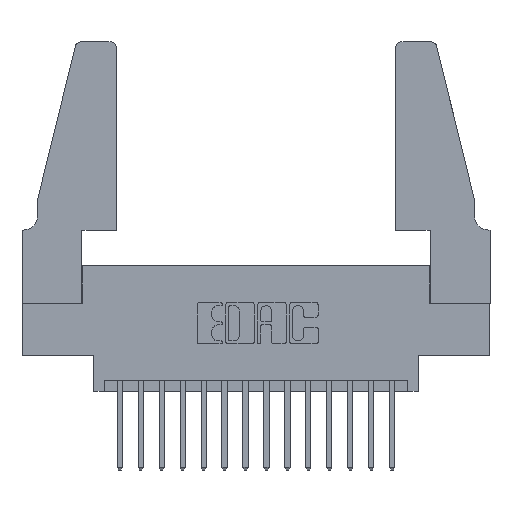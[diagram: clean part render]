
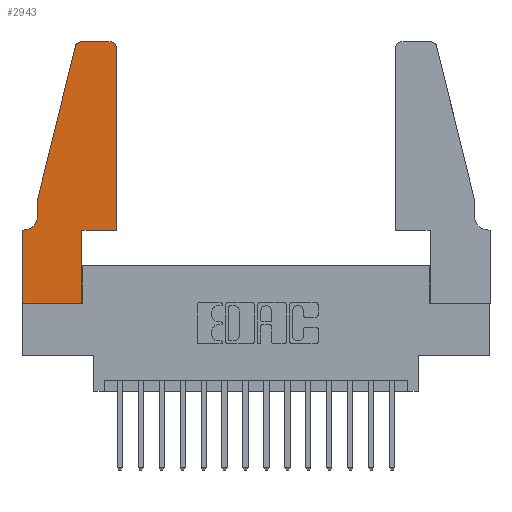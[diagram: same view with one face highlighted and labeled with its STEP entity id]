
A CAD part, top view. The second image highlights one B-rep face of the part: STEP entity #2943.
In plain terms, the highlighted planar face has unit normal (0, 0, 1).
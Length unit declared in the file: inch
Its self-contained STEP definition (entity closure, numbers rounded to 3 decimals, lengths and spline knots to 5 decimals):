
#73 = CARTESIAN_POINT ( 'NONE',  ( 0., 0., 0.37 ) ) ;
#122 = DIRECTION ( 'NONE',  ( -0.239, -0.971, 0. ) ) ;
#212 = LINE ( 'NONE', #16617, #1221 ) ;
#224 = FACE_OUTER_BOUND ( 'NONE', #14027, .T. ) ;
#236 = CARTESIAN_POINT ( 'NONE',  ( 0.0055, 0.42, 0.37 ) ) ;
#408 = CARTESIAN_POINT ( 'NONE',  ( 0.0755, 0.42, 0.37 ) ) ;
#659 = CARTESIAN_POINT ( 'NONE',  ( 0.2865, 0.35, 0.37 ) ) ;
#755 = LINE ( 'NONE', #9169, #7540 ) ;
#787 = VECTOR ( 'NONE', #6741, 39.37008 ) ;
#893 = ORIENTED_EDGE ( 'NONE', *, *, #3932, .T. ) ;
#1221 = VECTOR ( 'NONE', #14043, 39.37008 ) ;
#1571 = EDGE_CURVE ( 'NONE', #13192, #11671, #3304, .T. ) ;
#1824 = VERTEX_POINT ( 'NONE', #14664 ) ;
#1986 = CARTESIAN_POINT ( 'NONE',  ( 0.4205, 1.25, 0.37 ) ) ;
#2003 = CIRCLE ( 'NONE', #7582, 0.03 ) ;
#2027 = VECTOR ( 'NONE', #10666, 39.37008 ) ;
#2058 = CARTESIAN_POINT ( 'NONE',  ( 0.0755, 0.5, 0.37 ) ) ;
#2151 = DIRECTION ( 'NONE',  ( 1., 0., 0. ) ) ;
#2202 = CARTESIAN_POINT ( 'NONE',  ( 0.2865, 0.35, 0.37 ) ) ;
#2510 = EDGE_CURVE ( 'NONE', #11671, #11655, #9874, .T. ) ;
#2517 = CARTESIAN_POINT ( 'NONE',  ( 0., 0.35, 0.37 ) ) ;
#2943 = ADVANCED_FACE ( 'NONE', ( #224 ), #11804, .T. ) ;
#3190 = DIRECTION ( 'NONE',  ( 1., 0., 0. ) ) ;
#3304 = LINE ( 'NONE', #11095, #9310 ) ;
#3932 = EDGE_CURVE ( 'NONE', #9307, #12470, #4667, .T. ) ;
#4013 = ORIENTED_EDGE ( 'NONE', *, *, #14344, .T. ) ;
#4064 = VECTOR ( 'NONE', #122, 39.37008 ) ;
#4179 = DIRECTION ( 'NONE',  ( 0., 0., 1. ) ) ;
#4241 = AXIS2_PLACEMENT_3D ( 'NONE', #236, #8031, #15091 ) ;
#4667 = LINE ( 'NONE', #12114, #787 ) ;
#4712 = EDGE_CURVE ( 'NONE', #10407, #15243, #755, .T. ) ;
#5528 = AXIS2_PLACEMENT_3D ( 'NONE', #6206, #11493, #2151 ) ;
#6206 = CARTESIAN_POINT ( 'NONE',  ( 0.4205, 1.22, 0.37 ) ) ;
#6265 = VERTEX_POINT ( 'NONE', #16703 ) ;
#6285 = CARTESIAN_POINT ( 'NONE',  ( 0.25487, 1.22718, 0.37 ) ) ;
#6302 = ORIENTED_EDGE ( 'NONE', *, *, #13683, .T. ) ;
#6741 = DIRECTION ( 'NONE',  ( -1., 0., 0. ) ) ;
#7322 = ORIENTED_EDGE ( 'NONE', *, *, #13587, .T. ) ;
#7348 = ORIENTED_EDGE ( 'NONE', *, *, #9391, .T. ) ;
#7529 = DIRECTION ( 'NONE',  ( 1., 0., 0. ) ) ;
#7540 = VECTOR ( 'NONE', #7637, 39.37008 ) ;
#7582 = AXIS2_PLACEMENT_3D ( 'NONE', #15541, #12709, #7529 ) ;
#7637 = DIRECTION ( 'NONE',  ( 0., -1., 0. ) ) ;
#8015 = VECTOR ( 'NONE', #16471, 39.37008 ) ;
#8031 = DIRECTION ( 'NONE',  ( 0., 0., -1. ) ) ;
#8066 = VERTEX_POINT ( 'NONE', #1986 ) ;
#8139 = CARTESIAN_POINT ( 'NONE',  ( 0.0755, 0.5, 0.37 ) ) ;
#8211 = CIRCLE ( 'NONE', #5528, 0.03 ) ;
#8690 = ORIENTED_EDGE ( 'NONE', *, *, #4712, .T. ) ;
#8758 = ORIENTED_EDGE ( 'NONE', *, *, #14451, .T. ) ;
#8848 = ORIENTED_EDGE ( 'NONE', *, *, #12653, .T. ) ;
#9041 = CARTESIAN_POINT ( 'NONE',  ( 0., 0., 0.37 ) ) ;
#9169 = CARTESIAN_POINT ( 'NONE',  ( 0.0755, 0.5, 0.37 ) ) ;
#9227 = LINE ( 'NONE', #8139, #4064 ) ;
#9307 = VERTEX_POINT ( 'NONE', #11781 ) ;
#9310 = VECTOR ( 'NONE', #3190, 39.37008 ) ;
#9391 = EDGE_CURVE ( 'NONE', #15243, #9307, #10593, .T. ) ;
#9874 = LINE ( 'NONE', #2202, #13030 ) ;
#10071 = LINE ( 'NONE', #9041, #2027 ) ;
#10343 = DIRECTION ( 'NONE',  ( 1., 0., 0. ) ) ;
#10407 = VERTEX_POINT ( 'NONE', #2058 ) ;
#10593 = CIRCLE ( 'NONE', #4241, 0.07 ) ;
#10666 = DIRECTION ( 'NONE',  ( 0., -1., 0. ) ) ;
#10764 = CARTESIAN_POINT ( 'NONE',  ( 0., 0.35, 0.37 ) ) ;
#11052 = ORIENTED_EDGE ( 'NONE', *, *, #2510, .T. ) ;
#11095 = CARTESIAN_POINT ( 'NONE',  ( 0., 0., 0.37 ) ) ;
#11343 = ORIENTED_EDGE ( 'NONE', *, *, #1571, .T. ) ;
#11493 = DIRECTION ( 'NONE',  ( 0., 0., 1. ) ) ;
#11525 = LINE ( 'NONE', #15167, #8015 ) ;
#11576 = VERTEX_POINT ( 'NONE', #13131 ) ;
#11655 = VERTEX_POINT ( 'NONE', #659 ) ;
#11671 = VERTEX_POINT ( 'NONE', #16851 ) ;
#11767 = EDGE_CURVE ( 'NONE', #12470, #13192, #10071, .T. ) ;
#11781 = CARTESIAN_POINT ( 'NONE',  ( 0.0055, 0.35, 0.37 ) ) ;
#11804 = PLANE ( 'NONE',  #12267 ) ;
#11898 = DIRECTION ( 'NONE',  ( -1., 0., 0. ) ) ;
#12114 = CARTESIAN_POINT ( 'NONE',  ( 0.0755, 0.35, 0.37 ) ) ;
#12177 = EDGE_CURVE ( 'NONE', #6265, #1824, #212, .T. ) ;
#12267 = AXIS2_PLACEMENT_3D ( 'NONE', #10764, #4179, #10343 ) ;
#12470 = VERTEX_POINT ( 'NONE', #2517 ) ;
#12535 = VECTOR ( 'NONE', #11898, 39.37008 ) ;
#12653 = EDGE_CURVE ( 'NONE', #13081, #10407, #9227, .T. ) ;
#12709 = DIRECTION ( 'NONE',  ( 0., 0., 1. ) ) ;
#12860 = ORIENTED_EDGE ( 'NONE', *, *, #11767, .T. ) ;
#13030 = VECTOR ( 'NONE', #15215, 39.37008 ) ;
#13081 = VERTEX_POINT ( 'NONE', #6285 ) ;
#13131 = CARTESIAN_POINT ( 'NONE',  ( 0.284, 1.25, 0.37 ) ) ;
#13192 = VERTEX_POINT ( 'NONE', #73 ) ;
#13587 = EDGE_CURVE ( 'NONE', #11655, #6265, #11525, .T. ) ;
#13683 = EDGE_CURVE ( 'NONE', #1824, #8066, #8211, .T. ) ;
#14027 = EDGE_LOOP ( 'NONE', ( #8758, #4013, #8848, #8690, #7348, #893, #12860, #11343, #11052, #7322, #16127, #6302 ) ) ;
#14043 = DIRECTION ( 'NONE',  ( 0., 1., 0. ) ) ;
#14344 = EDGE_CURVE ( 'NONE', #11576, #13081, #2003, .T. ) ;
#14451 = EDGE_CURVE ( 'NONE', #8066, #11576, #16070, .T. ) ;
#14664 = CARTESIAN_POINT ( 'NONE',  ( 0.4505, 1.22, 0.37 ) ) ;
#15091 = DIRECTION ( 'NONE',  ( -1., 0., 0. ) ) ;
#15167 = CARTESIAN_POINT ( 'NONE',  ( 0.4505, 0.35, 0.37 ) ) ;
#15215 = DIRECTION ( 'NONE',  ( 0., 1., 0. ) ) ;
#15243 = VERTEX_POINT ( 'NONE', #408 ) ;
#15541 = CARTESIAN_POINT ( 'NONE',  ( 0.284, 1.22, 0.37 ) ) ;
#16070 = LINE ( 'NONE', #17039, #12535 ) ;
#16127 = ORIENTED_EDGE ( 'NONE', *, *, #12177, .T. ) ;
#16471 = DIRECTION ( 'NONE',  ( 1., 0., 0. ) ) ;
#16617 = CARTESIAN_POINT ( 'NONE',  ( 0.4505, 0.35, 0.37 ) ) ;
#16703 = CARTESIAN_POINT ( 'NONE',  ( 0.4505, 0.35, 0.37 ) ) ;
#16851 = CARTESIAN_POINT ( 'NONE',  ( 0.2865, 0., 0.37 ) ) ;
#17039 = CARTESIAN_POINT ( 'NONE',  ( 0.2605, 1.25, 0.37 ) ) ;
